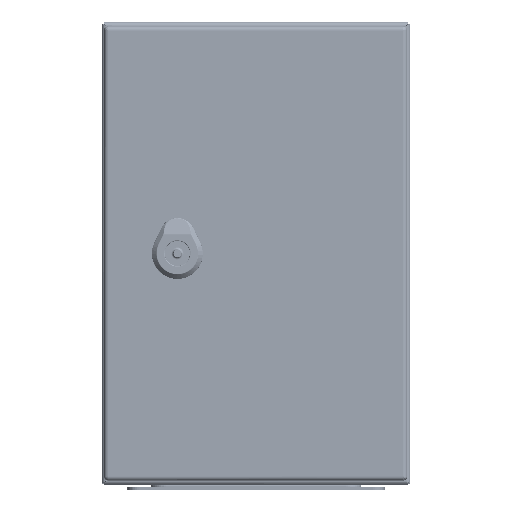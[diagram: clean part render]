
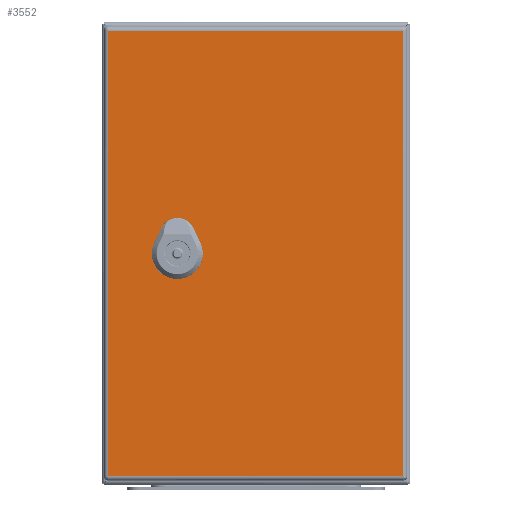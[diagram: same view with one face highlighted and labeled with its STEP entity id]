
A CAD part, top view. The second image highlights one B-rep face of the part: STEP entity #3552.
In plain terms, the highlighted face is planar.
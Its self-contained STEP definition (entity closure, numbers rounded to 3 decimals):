
#666=FACE_BOUND('',#5684,.T.);
#667=FACE_BOUND('',#5685,.T.);
#3552=ADVANCED_FACE('',(#666,#667),#4440,.F.);
#4440=PLANE('',#17645);
#5684=EDGE_LOOP('',(#7996,#7997,#7998,#7999,#8000,#8001,#8002,#8003));
#5685=EDGE_LOOP('',(#8004,#8005,#8006,#8007));
#6738=CIRCLE('',#17641,11.25);
#6739=CIRCLE('',#17642,11.25);
#6740=CIRCLE('',#17643,11.25);
#6741=CIRCLE('',#17644,11.25);
#7996=ORIENTED_EDGE('',*,*,#13378,.T.);
#7997=ORIENTED_EDGE('',*,*,#13379,.T.);
#7998=ORIENTED_EDGE('',*,*,#13380,.T.);
#7999=ORIENTED_EDGE('',*,*,#13381,.T.);
#8000=ORIENTED_EDGE('',*,*,#13382,.T.);
#8001=ORIENTED_EDGE('',*,*,#13383,.T.);
#8002=ORIENTED_EDGE('',*,*,#13384,.T.);
#8003=ORIENTED_EDGE('',*,*,#13385,.T.);
#8004=ORIENTED_EDGE('',*,*,#13386,.T.);
#8005=ORIENTED_EDGE('',*,*,#13387,.T.);
#8006=ORIENTED_EDGE('',*,*,#13388,.T.);
#8007=ORIENTED_EDGE('',*,*,#13389,.T.);
#11980=VERTEX_POINT('',#23411);
#11981=VERTEX_POINT('',#23412);
#11982=VERTEX_POINT('',#23414);
#11983=VERTEX_POINT('',#23416);
#11984=VERTEX_POINT('',#23418);
#11985=VERTEX_POINT('',#23420);
#11986=VERTEX_POINT('',#23422);
#11987=VERTEX_POINT('',#23424);
#11988=VERTEX_POINT('',#23427);
#11989=VERTEX_POINT('',#23428);
#11990=VERTEX_POINT('',#23430);
#11991=VERTEX_POINT('',#23432);
#13378=EDGE_CURVE('',#11980,#11981,#15437,.T.);
#13379=EDGE_CURVE('',#11981,#11982,#6738,.T.);
#13380=EDGE_CURVE('',#11982,#11983,#15438,.T.);
#13381=EDGE_CURVE('',#11983,#11984,#6739,.T.);
#13382=EDGE_CURVE('',#11984,#11985,#15439,.T.);
#13383=EDGE_CURVE('',#11985,#11986,#6740,.T.);
#13384=EDGE_CURVE('',#11986,#11987,#15440,.T.);
#13385=EDGE_CURVE('',#11987,#11980,#6741,.T.);
#13386=EDGE_CURVE('',#11988,#11989,#15441,.T.);
#13387=EDGE_CURVE('',#11989,#11990,#15442,.T.);
#13388=EDGE_CURVE('',#11990,#11991,#15443,.T.);
#13389=EDGE_CURVE('',#11991,#11988,#15444,.T.);
#15437=LINE('',#23410,#16555);
#15438=LINE('',#23415,#16556);
#15439=LINE('',#23419,#16557);
#15440=LINE('',#23423,#16558);
#15441=LINE('',#23426,#16559);
#15442=LINE('',#23429,#16560);
#15443=LINE('',#23431,#16561);
#15444=LINE('',#23433,#16562);
#16555=VECTOR('',#19331,1.);
#16556=VECTOR('',#19334,1.);
#16557=VECTOR('',#19337,1.);
#16558=VECTOR('',#19340,1.);
#16559=VECTOR('',#19343,1.);
#16560=VECTOR('',#19344,1.);
#16561=VECTOR('',#19345,1.);
#16562=VECTOR('',#19346,1.);
#17641=AXIS2_PLACEMENT_3D('',#23413,#19332,#19333);
#17642=AXIS2_PLACEMENT_3D('',#23417,#19335,#19336);
#17643=AXIS2_PLACEMENT_3D('',#23421,#19338,#19339);
#17644=AXIS2_PLACEMENT_3D('',#23425,#19341,#19342);
#17645=AXIS2_PLACEMENT_3D('',#23434,#19347,#19348);
#19331=DIRECTION('',(-1.,0.,0.));
#19332=DIRECTION('',(0.,0.,1.));
#19333=DIRECTION('',(1.,0.,0.));
#19334=DIRECTION('',(0.,-1.,0.));
#19335=DIRECTION('',(0.,0.,1.));
#19336=DIRECTION('',(1.,0.,0.));
#19337=DIRECTION('',(1.,0.,0.));
#19338=DIRECTION('',(0.,0.,1.));
#19339=DIRECTION('',(1.,0.,0.));
#19340=DIRECTION('',(0.,1.,0.));
#19341=DIRECTION('',(0.,0.,1.));
#19342=DIRECTION('',(1.,0.,0.));
#19343=DIRECTION('',(0.,1.,0.));
#19344=DIRECTION('',(1.,0.,0.));
#19345=DIRECTION('',(0.,-1.,0.));
#19346=DIRECTION('',(-1.,0.,0.));
#19347=DIRECTION('',(0.,0.,1.));
#19348=DIRECTION('',(-1.,0.,0.));
#23410=CARTESIAN_POINT('',(-95.65,10.2,0.));
#23411=CARTESIAN_POINT('',(55.396,10.2,0.));
#23412=CARTESIAN_POINT('',(45.904,10.2,0.));
#23413=CARTESIAN_POINT('',(50.65,0.,0.));
#23414=CARTESIAN_POINT('',(40.45,4.746,0.));
#23415=CARTESIAN_POINT('',(40.45,-144.7,0.));
#23416=CARTESIAN_POINT('',(40.45,-4.746,0.));
#23417=CARTESIAN_POINT('',(50.65,0.,0.));
#23418=CARTESIAN_POINT('',(45.904,-10.2,0.));
#23419=CARTESIAN_POINT('',(-95.65,-10.2,0.));
#23420=CARTESIAN_POINT('',(55.396,-10.2,0.));
#23421=CARTESIAN_POINT('',(50.65,0.,0.));
#23422=CARTESIAN_POINT('',(60.85,-4.746,0.));
#23423=CARTESIAN_POINT('',(60.85,-144.7,0.));
#23424=CARTESIAN_POINT('',(60.85,4.746,0.));
#23425=CARTESIAN_POINT('',(50.65,0.,0.));
#23426=CARTESIAN_POINT('',(-95.35,-144.7,0.));
#23427=CARTESIAN_POINT('',(-95.35,-144.4,0.));
#23428=CARTESIAN_POINT('',(-95.35,144.4,0.));
#23429=CARTESIAN_POINT('',(-95.65,144.4,0.));
#23430=CARTESIAN_POINT('',(95.35,144.4,0.));
#23431=CARTESIAN_POINT('',(95.35,-144.7,0.));
#23432=CARTESIAN_POINT('',(95.35,-144.4,0.));
#23433=CARTESIAN_POINT('',(-95.65,-144.4,0.));
#23434=CARTESIAN_POINT('',(-95.65,-144.7,0.));
